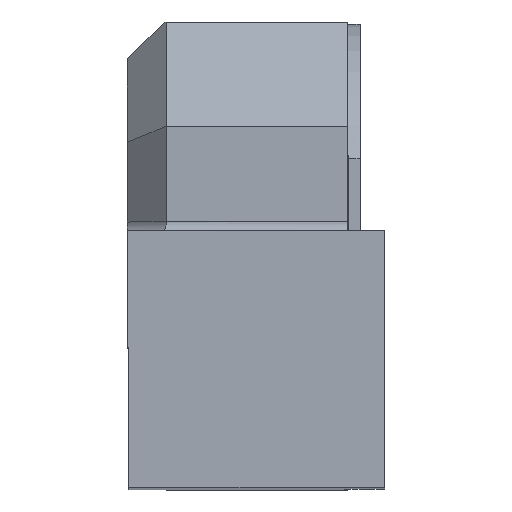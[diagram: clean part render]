
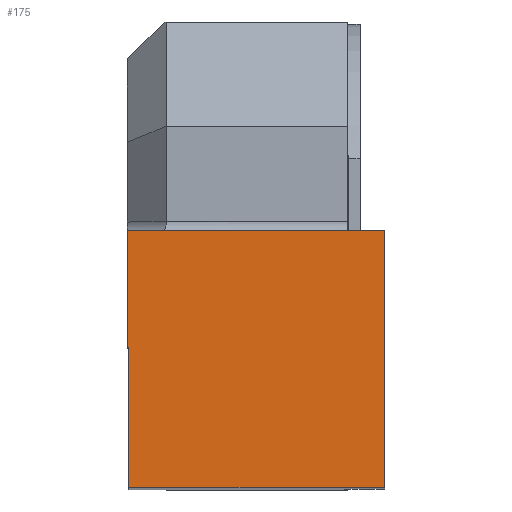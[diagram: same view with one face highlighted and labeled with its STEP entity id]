
A CAD part, top view. The second image highlights one B-rep face of the part: STEP entity #175.
In plain terms, the highlighted planar face has unit normal (0, 0, 1).
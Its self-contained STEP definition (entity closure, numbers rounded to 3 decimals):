
#175=ADVANCED_FACE('',(#252),#227,.F.);
#227=PLANE('',#897);
#252=FACE_OUTER_BOUND('',#280,.T.);
#280=EDGE_LOOP('',(#412,#413,#414,#415));
#412=ORIENTED_EDGE('',*,*,#670,.T.);
#413=ORIENTED_EDGE('',*,*,#676,.T.);
#414=ORIENTED_EDGE('',*,*,#657,.T.);
#415=ORIENTED_EDGE('',*,*,#634,.T.);
#557=VERTEX_POINT('',#1251);
#558=VERTEX_POINT('',#1253);
#577=VERTEX_POINT('',#1299);
#585=VERTEX_POINT('',#1328);
#634=EDGE_CURVE('',#558,#557,#735,.T.);
#657=EDGE_CURVE('',#577,#558,#754,.T.);
#670=EDGE_CURVE('',#557,#585,#764,.T.);
#676=EDGE_CURVE('',#585,#577,#768,.T.);
#735=LINE('',#1252,#794);
#754=LINE('',#1298,#813);
#764=LINE('',#1329,#823);
#768=LINE('',#1339,#827);
#794=VECTOR('',#990,1.);
#813=VECTOR('',#1025,1.);
#823=VECTOR('',#1047,1.);
#827=VECTOR('',#1057,1.);
#897=AXIS2_PLACEMENT_3D('',#1344,#1062,#1063);
#990=DIRECTION('',(-1.,0.,0.));
#1025=DIRECTION('',(0.,1.,0.));
#1047=DIRECTION('',(0.004,-1.,0.));
#1057=DIRECTION('',(1.,0.,0.));
#1062=DIRECTION('',(0.,0.,-1.));
#1063=DIRECTION('',(1.,0.,0.));
#1251=CARTESIAN_POINT('',(0.,19.875,0.));
#1252=CARTESIAN_POINT('',(19.875,19.875,0.));
#1253=CARTESIAN_POINT('',(19.875,19.875,0.));
#1298=CARTESIAN_POINT('',(19.875,0.,0.));
#1299=CARTESIAN_POINT('',(19.875,0.,0.));
#1328=CARTESIAN_POINT('',(0.087,0.,0.));
#1329=CARTESIAN_POINT('',(0.,19.875,0.));
#1339=CARTESIAN_POINT('',(0.087,0.,0.));
#1344=CARTESIAN_POINT('',(0.087,0.,0.));
